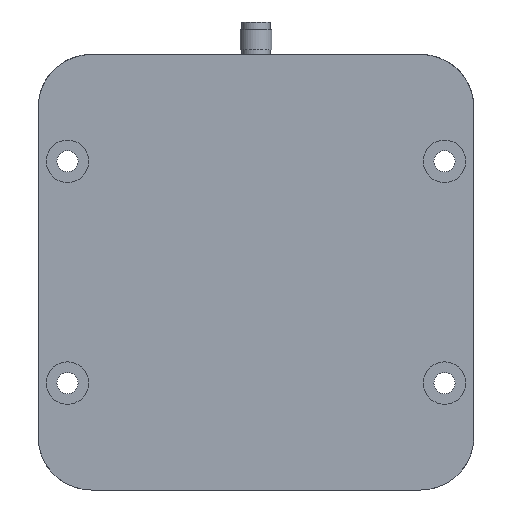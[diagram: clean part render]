
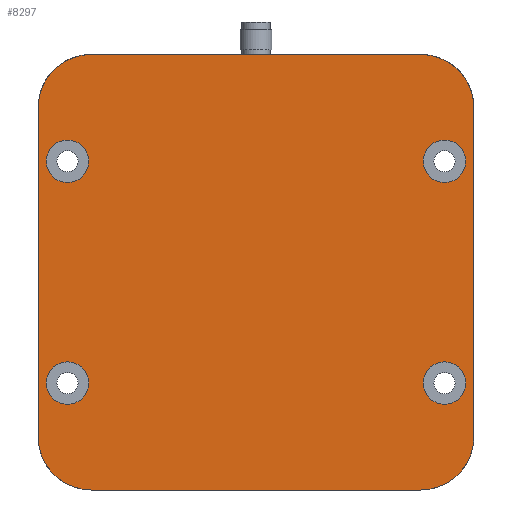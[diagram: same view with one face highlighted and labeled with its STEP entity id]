
A CAD part, front view. The second image highlights one B-rep face of the part: STEP entity #8297.
In plain terms, the highlighted planar face has unit normal (0, -1, 0).
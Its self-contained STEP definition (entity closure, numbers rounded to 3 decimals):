
#96 = EDGE_LOOP ( 'NONE', ( #8747, #9755 ) ) ;
#236 = EDGE_LOOP ( 'NONE', ( #3528, #10269, #13061, #8712, #5014, #4117, #5129, #5737 ) ) ;
#531 = VERTEX_POINT ( 'NONE', #4853 ) ;
#587 = DIRECTION ( 'NONE',  ( 0., 1., 0. ) ) ;
#668 = EDGE_CURVE ( 'NONE', #1456, #531, #11614, .T. ) ;
#685 = AXIS2_PLACEMENT_3D ( 'NONE', #8615, #2014, #12012 ) ;
#695 = AXIS2_PLACEMENT_3D ( 'NONE', #2560, #4940, #12569 ) ;
#721 = VERTEX_POINT ( 'NONE', #1447 ) ;
#911 = VERTEX_POINT ( 'NONE', #5115 ) ;
#978 = CARTESIAN_POINT ( 'NONE',  ( 10., 0., -82. ) ) ;
#1029 = EDGE_CURVE ( 'NONE', #5168, #5978, #1247, .T. ) ;
#1105 = CARTESIAN_POINT ( 'NONE',  ( 0., 0., -10. ) ) ;
#1156 = DIRECTION ( 'NONE',  ( -1., 0., 0. ) ) ;
#1247 = CIRCLE ( 'NONE', #6075, 10. ) ;
#1447 = CARTESIAN_POINT ( 'NONE',  ( 10., 0., 0. ) ) ;
#1456 = VERTEX_POINT ( 'NONE', #13994 ) ;
#1458 = DIRECTION ( 'NONE',  ( 0., 1., 0. ) ) ;
#1494 = CARTESIAN_POINT ( 'NONE',  ( 0., 0., -72. ) ) ;
#1519 = VERTEX_POINT ( 'NONE', #10215 ) ;
#1664 = CARTESIAN_POINT ( 'NONE',  ( 76.49, 0., -61.87 ) ) ;
#1760 = CARTESIAN_POINT ( 'NONE',  ( 5.51, 0., -16.13 ) ) ;
#1916 = AXIS2_PLACEMENT_3D ( 'NONE', #4445, #13080, #13019 ) ;
#2014 = DIRECTION ( 'NONE',  ( 0., 1., 0. ) ) ;
#2403 = VECTOR ( 'NONE', #5489, 1000. ) ;
#2560 = CARTESIAN_POINT ( 'NONE',  ( 72., 0., -72. ) ) ;
#2606 = LINE ( 'NONE', #3466, #5333 ) ;
#2714 = EDGE_CURVE ( 'NONE', #6642, #12045, #11150, .T. ) ;
#3174 = EDGE_CURVE ( 'NONE', #9611, #721, #5689, .T. ) ;
#3220 = DIRECTION ( 'NONE',  ( 0., 0., -1. ) ) ;
#3261 = EDGE_CURVE ( 'NONE', #10871, #911, #11838, .T. ) ;
#3265 = VERTEX_POINT ( 'NONE', #1760 ) ;
#3264 = CARTESIAN_POINT ( 'NONE',  ( 5.51, 0., -24.13 ) ) ;
#3285 = VERTEX_POINT ( 'NONE', #3762 ) ;
#3284 = CARTESIAN_POINT ( 'NONE',  ( 76.49, 0., -20.13 ) ) ;
#3385 = ORIENTED_EDGE ( 'NONE', *, *, #7786, .T. ) ;
#3466 = CARTESIAN_POINT ( 'NONE',  ( 82., 0., -10. ) ) ;
#3528 = ORIENTED_EDGE ( 'NONE', *, *, #8894, .F. ) ;
#3547 = DIRECTION ( 'NONE',  ( 0., 0., -1. ) ) ;
#3728 = LINE ( 'NONE', #11444, #7185 ) ;
#3762 = CARTESIAN_POINT ( 'NONE',  ( 76.49, 0., -65.87 ) ) ;
#3767 = CARTESIAN_POINT ( 'NONE',  ( 5.51, 0., -61.87 ) ) ;
#3794 = CARTESIAN_POINT ( 'NONE',  ( 82., 0., -72. ) ) ;
#3999 = FACE_OUTER_BOUND ( 'NONE', #236, .T. ) ;
#4045 = DIRECTION ( 'NONE',  ( 0., 0., -1. ) ) ;
#4114 = AXIS2_PLACEMENT_3D ( 'NONE', #1664, #587, #6042 ) ;
#4117 = ORIENTED_EDGE ( 'NONE', *, *, #11677, .F. ) ;
#4222 = EDGE_CURVE ( 'NONE', #531, #1456, #8292, .T. ) ;
#4285 = ORIENTED_EDGE ( 'NONE', *, *, #4450, .T. ) ;
#4445 = CARTESIAN_POINT ( 'NONE',  ( 72., 0., -72. ) ) ;
#4450 = EDGE_CURVE ( 'NONE', #3265, #11670, #12612, .T. ) ;
#4501 = FACE_BOUND ( 'NONE', #96, .T. ) ;
#4853 = CARTESIAN_POINT ( 'NONE',  ( 5.51, 0., -65.87 ) ) ;
#4940 = DIRECTION ( 'NONE',  ( 0., 1., 0. ) ) ;
#5014 = ORIENTED_EDGE ( 'NONE', *, *, #3174, .F. ) ;
#5115 = CARTESIAN_POINT ( 'NONE',  ( 82., 0., -10. ) ) ;
#5120 = DIRECTION ( 'NONE',  ( 0., 1., 0. ) ) ;
#5129 = ORIENTED_EDGE ( 'NONE', *, *, #1029, .F. ) ;
#5168 = VERTEX_POINT ( 'NONE', #978 ) ;
#5199 = DIRECTION ( 'NONE',  ( 0., 1., 0. ) ) ;
#5267 = DIRECTION ( 'NONE',  ( 0., 0., 1. ) ) ;
#5333 = VECTOR ( 'NONE', #3547, 1000. ) ;
#5489 = DIRECTION ( 'NONE',  ( 0., 0., 1. ) ) ;
#5647 = EDGE_CURVE ( 'NONE', #11559, #5168, #8633, .T. ) ;
#5689 = CIRCLE ( 'NONE', #10028, 10. ) ;
#5710 = CARTESIAN_POINT ( 'NONE',  ( 76.49, 0., -20.13 ) ) ;
#5737 = ORIENTED_EDGE ( 'NONE', *, *, #5647, .F. ) ;
#5775 = AXIS2_PLACEMENT_3D ( 'NONE', #10011, #10882, #13354 ) ;
#5978 = VERTEX_POINT ( 'NONE', #1494 ) ;
#6042 = DIRECTION ( 'NONE',  ( 0., 0., 1. ) ) ;
#6075 = AXIS2_PLACEMENT_3D ( 'NONE', #13144, #13072, #3220 ) ;
#6271 = CARTESIAN_POINT ( 'NONE',  ( 5.51, 0., -61.87 ) ) ;
#6275 = VECTOR ( 'NONE', #1156, 1000. ) ;
#6618 = CARTESIAN_POINT ( 'NONE',  ( 10., 0., -82. ) ) ;
#6642 = VERTEX_POINT ( 'NONE', #9958 ) ;
#6653 = DIRECTION ( 'NONE',  ( 0., 0., 1. ) ) ;
#7010 = DIRECTION ( 'NONE',  ( 0., 1., 0. ) ) ;
#7083 = FACE_BOUND ( 'NONE', #10853, .T. ) ;
#7185 = VECTOR ( 'NONE', #8383, 1000. ) ;
#7213 = DIRECTION ( 'NONE',  ( 0., 1., 0. ) ) ;
#7393 = ORIENTED_EDGE ( 'NONE', *, *, #7611, .T. ) ;
#7590 = DIRECTION ( 'NONE',  ( 0., 1., 0. ) ) ;
#7611 = EDGE_CURVE ( 'NONE', #3285, #1519, #8236, .T. ) ;
#7786 = EDGE_CURVE ( 'NONE', #11670, #3265, #11653, .T. ) ;
#7824 = AXIS2_PLACEMENT_3D ( 'NONE', #3767, #1458, #12329 ) ;
#7928 = CIRCLE ( 'NONE', #8611, 4. ) ;
#8236 = CIRCLE ( 'NONE', #4114, 4. ) ;
#8292 = CIRCLE ( 'NONE', #7824, 4. ) ;
#8297 = ADVANCED_FACE ( 'NONE', ( #4501, #7083, #12498, #13570, #3999 ), #12641, .F. ) ;
#8383 = DIRECTION ( 'NONE',  ( 1., 0., 0. ) ) ;
#8387 = ORIENTED_EDGE ( 'NONE', *, *, #12822, .T. ) ;
#8611 = AXIS2_PLACEMENT_3D ( 'NONE', #3284, #7590, #6653 ) ;
#8615 = CARTESIAN_POINT ( 'NONE',  ( 5.51, 0., -20.13 ) ) ;
#8633 = LINE ( 'NONE', #6618, #6275 ) ;
#8709 = CARTESIAN_POINT ( 'NONE',  ( 72., 0., -82. ) ) ;
#8712 = ORIENTED_EDGE ( 'NONE', *, *, #9866, .F. ) ;
#8747 = ORIENTED_EDGE ( 'NONE', *, *, #668, .T. ) ;
#8793 = ORIENTED_EDGE ( 'NONE', *, *, #2714, .T. ) ;
#8894 = EDGE_CURVE ( 'NONE', #9549, #11559, #10822, .T. ) ;
#8916 = CARTESIAN_POINT ( 'NONE',  ( 0., 0., -10. ) ) ;
#9003 = DIRECTION ( 'NONE',  ( 0., 0., 1. ) ) ;
#9132 = DIRECTION ( 'NONE',  ( 0., 1., 0. ) ) ;
#9197 = AXIS2_PLACEMENT_3D ( 'NONE', #12621, #7213, #13760 ) ;
#9549 = VERTEX_POINT ( 'NONE', #3794 ) ;
#9608 = EDGE_CURVE ( 'NONE', #911, #9549, #2606, .T. ) ;
#9611 = VERTEX_POINT ( 'NONE', #8916 ) ;
#9677 = EDGE_LOOP ( 'NONE', ( #9933, #7393 ) ) ;
#9755 = ORIENTED_EDGE ( 'NONE', *, *, #4222, .T. ) ;
#9866 = EDGE_CURVE ( 'NONE', #721, #10871, #3728, .T. ) ;
#9933 = ORIENTED_EDGE ( 'NONE', *, *, #11293, .T. ) ;
#9958 = CARTESIAN_POINT ( 'NONE',  ( 76.49, 0., -24.13 ) ) ;
#10011 = CARTESIAN_POINT ( 'NONE',  ( 76.49, 0., -61.87 ) ) ;
#10028 = AXIS2_PLACEMENT_3D ( 'NONE', #10200, #9132, #12395 ) ;
#10200 = CARTESIAN_POINT ( 'NONE',  ( 10., 0., -10. ) ) ;
#10215 = CARTESIAN_POINT ( 'NONE',  ( 76.49, 0., -57.87 ) ) ;
#10269 = ORIENTED_EDGE ( 'NONE', *, *, #9608, .F. ) ;
#10822 = CIRCLE ( 'NONE', #1916, 10. ) ;
#10853 = EDGE_LOOP ( 'NONE', ( #4285, #3385 ) ) ;
#10871 = VERTEX_POINT ( 'NONE', #11687 ) ;
#10882 = DIRECTION ( 'NONE',  ( 0., 1., 0. ) ) ;
#10915 = LINE ( 'NONE', #1105, #2403 ) ;
#11150 = CIRCLE ( 'NONE', #12281, 4. ) ;
#11256 = EDGE_LOOP ( 'NONE', ( #8387, #8793 ) ) ;
#11293 = EDGE_CURVE ( 'NONE', #1519, #3285, #11920, .T. ) ;
#11444 = CARTESIAN_POINT ( 'NONE',  ( 10., 0., 0. ) ) ;
#11559 = VERTEX_POINT ( 'NONE', #8709 ) ;
#11614 = CIRCLE ( 'NONE', #12055, 4. ) ;
#11619 = CARTESIAN_POINT ( 'NONE',  ( 72., 0., -10. ) ) ;
#11653 = CIRCLE ( 'NONE', #685, 4. ) ;
#11670 = VERTEX_POINT ( 'NONE', #3264 ) ;
#11677 = EDGE_CURVE ( 'NONE', #5978, #9611, #10915, .T. ) ;
#11687 = CARTESIAN_POINT ( 'NONE',  ( 72., 0., 0. ) ) ;
#11828 = CARTESIAN_POINT ( 'NONE',  ( 76.49, 0., -16.13 ) ) ;
#11838 = CIRCLE ( 'NONE', #13673, 10. ) ;
#11920 = CIRCLE ( 'NONE', #5775, 4. ) ;
#12012 = DIRECTION ( 'NONE',  ( 0., 0., 1. ) ) ;
#12045 = VERTEX_POINT ( 'NONE', #11828 ) ;
#12055 = AXIS2_PLACEMENT_3D ( 'NONE', #6271, #5199, #5267 ) ;
#12281 = AXIS2_PLACEMENT_3D ( 'NONE', #5710, #7010, #9003 ) ;
#12329 = DIRECTION ( 'NONE',  ( 0., 0., 1. ) ) ;
#12395 = DIRECTION ( 'NONE',  ( 0., 0., -1. ) ) ;
#12498 = FACE_BOUND ( 'NONE', #11256, .T. ) ;
#12569 = DIRECTION ( 'NONE',  ( 0., 0., 1. ) ) ;
#12612 = CIRCLE ( 'NONE', #9197, 4. ) ;
#12621 = CARTESIAN_POINT ( 'NONE',  ( 5.51, 0., -20.13 ) ) ;
#12641 = PLANE ( 'NONE',  #695 ) ;
#12822 = EDGE_CURVE ( 'NONE', #12045, #6642, #7928, .T. ) ;
#13019 = DIRECTION ( 'NONE',  ( 0., 0., 1. ) ) ;
#13061 = ORIENTED_EDGE ( 'NONE', *, *, #3261, .F. ) ;
#13072 = DIRECTION ( 'NONE',  ( 0., 1., 0. ) ) ;
#13080 = DIRECTION ( 'NONE',  ( 0., 1., 0. ) ) ;
#13144 = CARTESIAN_POINT ( 'NONE',  ( 10., 0., -72. ) ) ;
#13354 = DIRECTION ( 'NONE',  ( 0., 0., 1. ) ) ;
#13570 = FACE_BOUND ( 'NONE', #9677, .T. ) ;
#13673 = AXIS2_PLACEMENT_3D ( 'NONE', #11619, #5120, #4045 ) ;
#13760 = DIRECTION ( 'NONE',  ( 0., 0., 1. ) ) ;
#13994 = CARTESIAN_POINT ( 'NONE',  ( 5.51, 0., -57.87 ) ) ;
